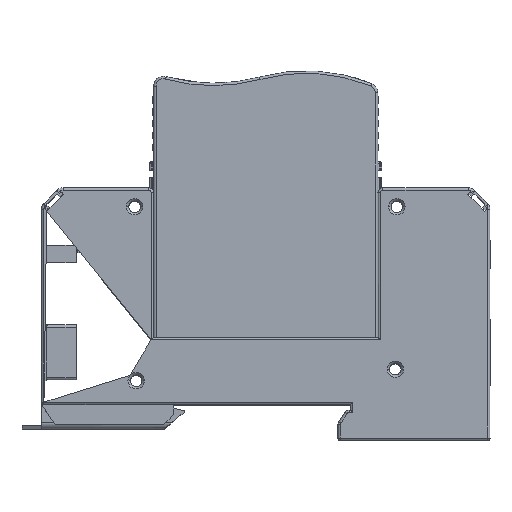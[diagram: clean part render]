
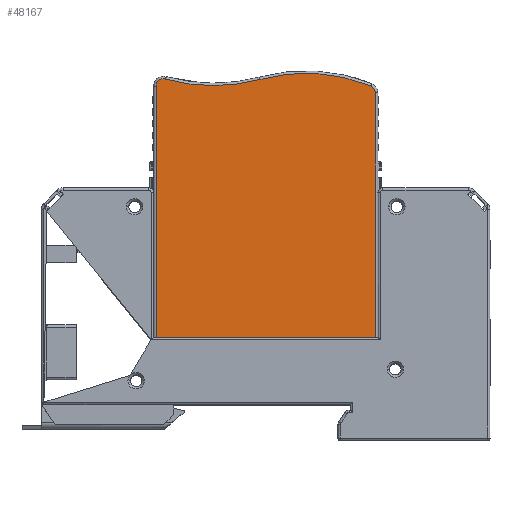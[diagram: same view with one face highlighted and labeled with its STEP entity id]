
A CAD part, top view. The second image highlights one B-rep face of the part: STEP entity #48167.
In plain terms, the highlighted face is planar.
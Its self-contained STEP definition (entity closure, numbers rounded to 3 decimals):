
#43769=CARTESIAN_POINT('',(-20.5,-8.9,50.377));
#43770=DIRECTION('',(0.,1.,0.));
#43771=DIRECTION('',(-1.,0.,0.));
#43772=AXIS2_PLACEMENT_3D('',#43769,#43770,#43771);
#43777=CARTESIAN_POINT('',(-10.5,-8.9,86.));
#43778=DIRECTION('',(0.,-1.,0.));
#43779=DIRECTION('',(-0.27,0.,-0.963));
#43780=AXIS2_PLACEMENT_3D('',#43777,#43778,#43779);
#43785=CARTESIAN_POINT('',(8.04,-8.9,18.5));
#43786=DIRECTION('',(0.,1.,0.));
#43787=DIRECTION('',(-0.267,0.,0.964));
#43788=AXIS2_PLACEMENT_3D('',#43785,#43786,#43787);
#43793=CARTESIAN_POINT('',(20.5,-8.9,49.057));
#43794=DIRECTION('',(0.,1.,0.));
#43795=DIRECTION('',(0.378,0.,0.926));
#43796=AXIS2_PLACEMENT_3D('',#43793,#43794,#43795);
#43801=DIRECTION('',(0.,0.,1.));
#43802=VECTOR('',#43801,49.057);
#43803=CARTESIAN_POINT('',(22.,-8.9,0.));
#43804=LINE('',#43803,#43802);
#43870=DIRECTION('',(1.,0.,0.));
#43871=VECTOR('',#43870,44.);
#43872=CARTESIAN_POINT('',(-22.,-8.9,0.));
#43873=LINE('',#43872,#43871);
#44476=DIRECTION('',(0.,0.,-1.));
#44477=VECTOR('',#44476,50.377);
#44478=CARTESIAN_POINT('',(-22.,-8.9,50.377));
#44479=LINE('',#44478,#44477);
#47533=CARTESIAN_POINT('',(22.,-8.9,0.));
#47534=CARTESIAN_POINT('',(22.,-8.9,49.057));
#47535=VERTEX_POINT('',#47533);
#47536=VERTEX_POINT('',#47534);
#47537=CARTESIAN_POINT('',(-22.,-8.9,0.));
#47538=VERTEX_POINT('',#47537);
#47539=CARTESIAN_POINT('',(-22.,-8.9,50.377));
#47540=VERTEX_POINT('',#47539);
#47541=CARTESIAN_POINT('',(-20.095,-8.9,51.821));
#47542=VERTEX_POINT('',#47541);
#47543=CARTESIAN_POINT('',(-1.156,-8.9,51.752));
#47544=VERTEX_POINT('',#47543);
#47545=CARTESIAN_POINT('',(21.066,-8.9,50.446));
#47546=VERTEX_POINT('',#47545);
#48146=CARTESIAN_POINT('',(0.,-8.9,0.));
#48147=DIRECTION('',(0.,1.,0.));
#48148=DIRECTION('',(-1.,0.,0.));
#48149=AXIS2_PLACEMENT_3D('',#48146,#48147,#48148);
#48150=PLANE('',#48149);
#48152=ORIENTED_EDGE('',*,*,#48151,.F.);
#48154=ORIENTED_EDGE('',*,*,#48153,.F.);
#48156=ORIENTED_EDGE('',*,*,#48155,.F.);
#48158=ORIENTED_EDGE('',*,*,#48157,.T.);
#48160=ORIENTED_EDGE('',*,*,#48159,.T.);
#48162=ORIENTED_EDGE('',*,*,#48161,.T.);
#48164=ORIENTED_EDGE('',*,*,#48163,.T.);
#48165=EDGE_LOOP('',(#48152,#48154,#48156,#48158,#48160,#48162,#48164));
#48166=FACE_OUTER_BOUND('',#48165,.F.);
#43773=CIRCLE('',#43772,1.5);
#43781=CIRCLE('',#43780,35.5);
#43789=CIRCLE('',#43788,34.5);
#43797=CIRCLE('',#43796,1.5);
#48151=EDGE_CURVE('',#47535,#47536,#43804,.T.);
#48153=EDGE_CURVE('',#47538,#47535,#43873,.T.);
#48155=EDGE_CURVE('',#47540,#47538,#44479,.T.);
#48157=EDGE_CURVE('',#47540,#47542,#43773,.T.);
#48159=EDGE_CURVE('',#47542,#47544,#43781,.T.);
#48161=EDGE_CURVE('',#47544,#47546,#43789,.T.);
#48163=EDGE_CURVE('',#47546,#47536,#43797,.T.);
#48167=ADVANCED_FACE('',(#48166),#48150,.F.);
